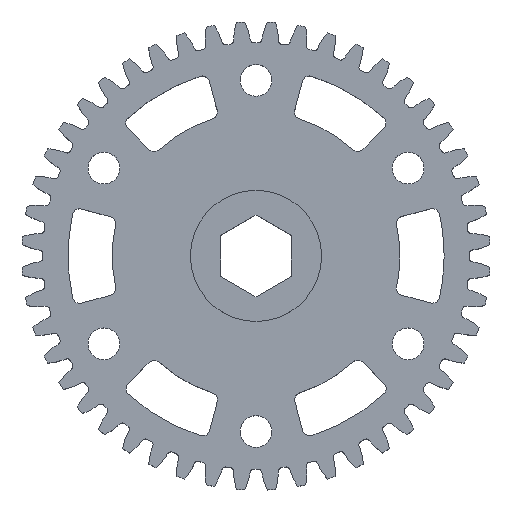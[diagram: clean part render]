
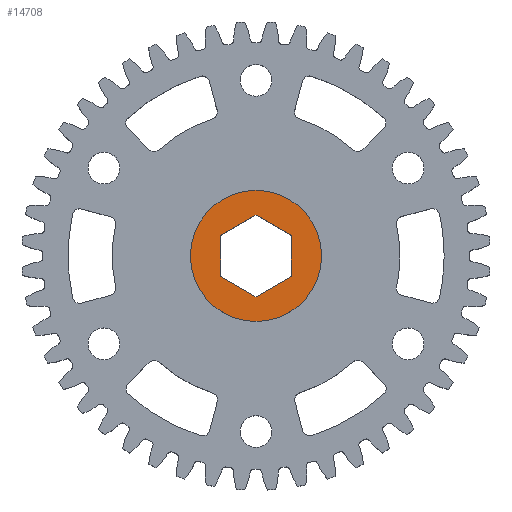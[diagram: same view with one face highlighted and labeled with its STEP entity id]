
A CAD part, top view. The second image highlights one B-rep face of the part: STEP entity #14708.
In plain terms, the highlighted planar face has unit normal (0, 0, 1).
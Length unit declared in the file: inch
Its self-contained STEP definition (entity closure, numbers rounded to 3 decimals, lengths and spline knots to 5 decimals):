
#159 = DIRECTION ( 'NONE',  ( 0., 0., 1. ) ) ;
#229 = CARTESIAN_POINT ( 'NONE',  ( 0.189, -0.10912, 0.249 ) ) ;
#363 = FACE_BOUND ( 'NONE', #4523, .T. ) ;
#1063 = ORIENTED_EDGE ( 'NONE', *, *, #8014, .T. ) ;
#1155 = EDGE_CURVE ( 'NONE', #17469, #6386, #1220, .T. ) ;
#1220 = CIRCLE ( 'NONE', #10761, 0.35 ) ;
#1657 = CARTESIAN_POINT ( 'NONE',  ( 0.189, 0.10912, 0.249 ) ) ;
#2101 = VECTOR ( 'NONE', #18383, 39.37008 ) ;
#2469 = AXIS2_PLACEMENT_3D ( 'NONE', #7864, #14201, #4769 ) ;
#2744 = CARTESIAN_POINT ( 'NONE',  ( 0., 0., 0.249 ) ) ;
#2822 = ORIENTED_EDGE ( 'NONE', *, *, #18279, .T. ) ;
#3017 = ORIENTED_EDGE ( 'NONE', *, *, #1155, .T. ) ;
#3077 = LINE ( 'NONE', #14420, #11950 ) ;
#3318 = CARTESIAN_POINT ( 'NONE',  ( -0.189, -0.10912, 0.249 ) ) ;
#4026 = CARTESIAN_POINT ( 'NONE',  ( -0.189, 0.10912, 0.249 ) ) ;
#4317 = DIRECTION ( 'NONE',  ( 1., 0., 0. ) ) ;
#4523 = EDGE_LOOP ( 'NONE', ( #9588, #2822, #1063, #17726, #12676, #8876 ) ) ;
#4769 = DIRECTION ( 'NONE',  ( 1., 0., 0. ) ) ;
#4985 = DIRECTION ( 'NONE',  ( 0., 1., 0. ) ) ;
#5410 = VERTEX_POINT ( 'NONE', #16863 ) ;
#5594 = VECTOR ( 'NONE', #11492, 39.37008 ) ;
#6386 = VERTEX_POINT ( 'NONE', #12394 ) ;
#6765 = LINE ( 'NONE', #229, #2101 ) ;
#7115 = DIRECTION ( 'NONE',  ( 0.866, 0.5, 0. ) ) ;
#7243 = VERTEX_POINT ( 'NONE', #8859 ) ;
#7864 = CARTESIAN_POINT ( 'NONE',  ( 0., 0., 0.249 ) ) ;
#7887 = EDGE_CURVE ( 'NONE', #13563, #20312, #15703, .T. ) ;
#8014 = EDGE_CURVE ( 'NONE', #7243, #12348, #18893, .T. ) ;
#8859 = CARTESIAN_POINT ( 'NONE',  ( 0., -0.21824, 0.249 ) ) ;
#8876 = ORIENTED_EDGE ( 'NONE', *, *, #16997, .T. ) ;
#9193 = EDGE_CURVE ( 'NONE', #5410, #19493, #18136, .T. ) ;
#9437 = PLANE ( 'NONE',  #2469 ) ;
#9585 = CARTESIAN_POINT ( 'NONE',  ( 0., 0., 0.249 ) ) ;
#9588 = ORIENTED_EDGE ( 'NONE', *, *, #9193, .T. ) ;
#9649 = DIRECTION ( 'NONE',  ( -0.866, 0.5, 0. ) ) ;
#9778 = CARTESIAN_POINT ( 'NONE',  ( 0.189, -0.10912, 0.249 ) ) ;
#10761 = AXIS2_PLACEMENT_3D ( 'NONE', #9585, #159, #11183 ) ;
#11029 = VECTOR ( 'NONE', #9649, 39.37008 ) ;
#11183 = DIRECTION ( 'NONE',  ( 1., 0., 0. ) ) ;
#11492 = DIRECTION ( 'NONE',  ( 0., -1., 0. ) ) ;
#11526 = VECTOR ( 'NONE', #7115, 39.37008 ) ;
#11921 = LINE ( 'NONE', #18865, #19287 ) ;
#11950 = VECTOR ( 'NONE', #4985, 39.37008 ) ;
#12152 = DIRECTION ( 'NONE',  ( 0.866, -0.5, 0. ) ) ;
#12348 = VERTEX_POINT ( 'NONE', #3318 ) ;
#12394 = CARTESIAN_POINT ( 'NONE',  ( 0.35, 0., 0.249 ) ) ;
#12431 = FACE_OUTER_BOUND ( 'NONE', #16139, .T. ) ;
#12676 = ORIENTED_EDGE ( 'NONE', *, *, #7887, .T. ) ;
#13563 = VERTEX_POINT ( 'NONE', #4026 ) ;
#13740 = DIRECTION ( 'NONE',  ( 0., 0., 1. ) ) ;
#13829 = CARTESIAN_POINT ( 'NONE',  ( 0., 0.21824, 0.249 ) ) ;
#13908 = CIRCLE ( 'NONE', #18935, 0.35 ) ;
#14201 = DIRECTION ( 'NONE',  ( 0., 0., 1. ) ) ;
#14420 = CARTESIAN_POINT ( 'NONE',  ( -0.189, -0.10912, 0.249 ) ) ;
#14708 = ADVANCED_FACE ( 'NONE', ( #363, #12431 ), #9437, .T. ) ;
#15703 = LINE ( 'NONE', #16075, #11526 ) ;
#16075 = CARTESIAN_POINT ( 'NONE',  ( -0.189, 0.10912, 0.249 ) ) ;
#16139 = EDGE_LOOP ( 'NONE', ( #3017, #16155 ) ) ;
#16155 = ORIENTED_EDGE ( 'NONE', *, *, #16919, .T. ) ;
#16863 = CARTESIAN_POINT ( 'NONE',  ( 0.189, 0.10912, 0.249 ) ) ;
#16919 = EDGE_CURVE ( 'NONE', #6386, #17469, #13908, .T. ) ;
#16997 = EDGE_CURVE ( 'NONE', #20312, #5410, #11921, .T. ) ;
#17469 = VERTEX_POINT ( 'NONE', #18949 ) ;
#17726 = ORIENTED_EDGE ( 'NONE', *, *, #18152, .T. ) ;
#18136 = LINE ( 'NONE', #1657, #5594 ) ;
#18152 = EDGE_CURVE ( 'NONE', #12348, #13563, #3077, .T. ) ;
#18279 = EDGE_CURVE ( 'NONE', #19493, #7243, #6765, .T. ) ;
#18383 = DIRECTION ( 'NONE',  ( -0.866, -0.5, 0. ) ) ;
#18865 = CARTESIAN_POINT ( 'NONE',  ( 0., 0.21824, 0.249 ) ) ;
#18893 = LINE ( 'NONE', #19074, #11029 ) ;
#18935 = AXIS2_PLACEMENT_3D ( 'NONE', #2744, #13740, #4317 ) ;
#18949 = CARTESIAN_POINT ( 'NONE',  ( -0.35, 0., 0.249 ) ) ;
#19074 = CARTESIAN_POINT ( 'NONE',  ( 0., -0.21824, 0.249 ) ) ;
#19287 = VECTOR ( 'NONE', #12152, 39.37008 ) ;
#19493 = VERTEX_POINT ( 'NONE', #9778 ) ;
#20312 = VERTEX_POINT ( 'NONE', #13829 ) ;
